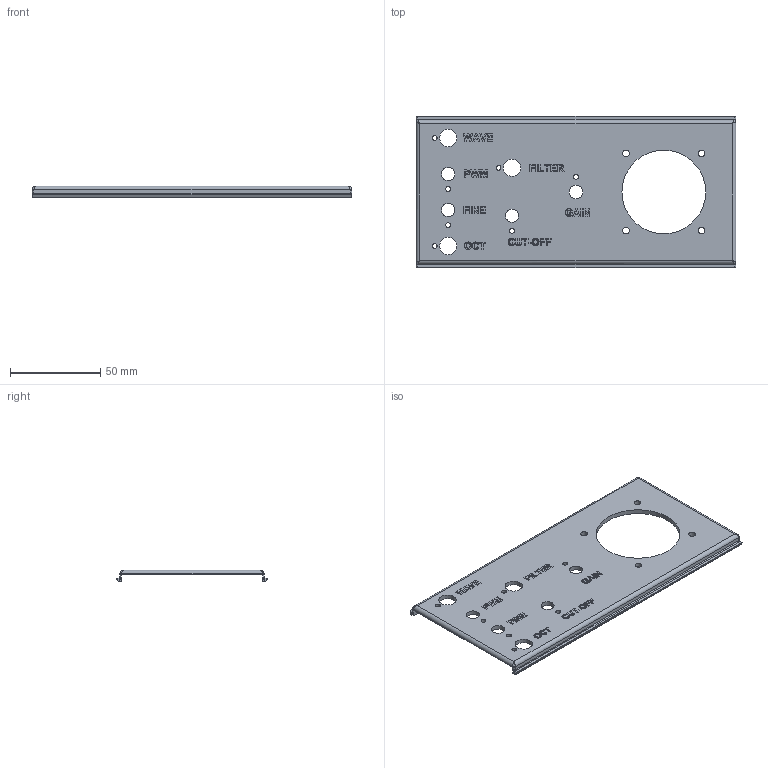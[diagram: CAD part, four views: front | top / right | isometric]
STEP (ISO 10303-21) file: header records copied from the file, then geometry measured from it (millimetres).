
FILE_DESCRIPTION(/* description */ (''),/* implementation_level */ '2;1');
FILE_NAME(/* name */ 'frontplane_right.step',/* time_stamp */ '2026-01-31T19:21:11+01:00',/* author */ ('erikt'),/* organization */ (''),/* preprocessor_version */ 'ST-DEVELOPER v19.2',/* originating_system */ 'Autodesk Inventor 2024',/* authorisation */ '');
FILE_SCHEMA (('CONFIG_CONTROL_DESIGN'));
Length unit declared in the file: millimetre
Products named in the file (3): frontplane_right; frontplate; frontplane_right_text
Assembly tree (2 placements, depth 2):
  frontplane_right
    frontplate
    frontplane_right_text
Bounding box: 177.5 x 84 x 6.5 mm (x, y, z)
Volume: 31878.2 mm3; surface area: 30582.7 mm2
Topology: 32 solids, 32 shells, 792 faces, 2049 edges, 1354 vertices
Faces by surface type: plane 607, bspline 138, cylinder 39, torus 8
Full cylindrical faces by diameter (mm): 2.7 x7, 3.7 x4, 7.3 x4, 9.6 x3, 46.5 x1
Entity records: 24921 total; most frequent: CARTESIAN_POINT 6255, ORIENTED_EDGE 4090, DIRECTION 3173, EDGE_CURVE 2045, LINE 1683, VECTOR 1683, VERTEX_POINT 1354, EDGE_LOOP 879
